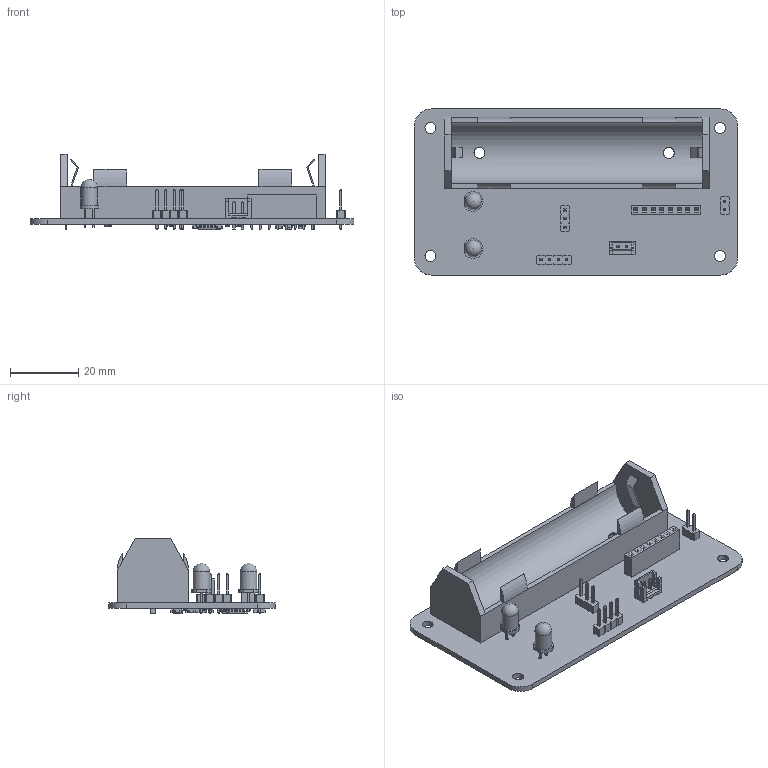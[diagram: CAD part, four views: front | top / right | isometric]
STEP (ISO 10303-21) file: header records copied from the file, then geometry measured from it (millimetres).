
FILE_DESCRIPTION(('KiCad electronic assembly'),'2;1');
FILE_NAME('Bicycle_V2.step','2025-04-06T15:39:52',('Pcbnew'),('Kicad'), 'Open CASCADE STEP processor 7.7','KiCad to STEP converter','Unknown' );
FILE_SCHEMA(('AUTOMOTIVE_DESIGN { 1 0 10303 214 1 1 1 1 }'));
Length unit declared in the file: millimetre
Products named in the file (24): Bicycle_V2 1; PinHeader_1x03_P2.54mm_Vertical; PinHeader_1x03_P254mm_Vertical; LED_D5.0mm; BatteryHolder_MPD_BH-18650-PC2; MPD_BH_18650_PC2; PinSocket_1x08_P2.54mm_Vertical; PinSocket_1x08_P254mm_Vertical; JST_EH_B2B-EH-A_1x02_P2.50mm_Vertical; JST_B2B_EH_A; PinHeader_1x04_P2.54mm_Vertical; PinHeader_1x04_P254mm_Vertical; PinHeader_1x02_P2.54mm_Vertical; PinHeader_1x02_P254mm_Vertical; R_0805_2012Metric; C_0805_2012Metric; SOT-23-5; SOT_23_5; LQFP-32_7x7mm_P0.8mm; LQFP_32_7x7mm_P08mm; Bicycle_V2_PCB
Assembly tree (40 placements, depth 3):
  Bicycle_V2 1
    PinHeader_1x03_P2.54mm_Vertical
      PinHeader_1x03_P254mm_Vertical
    LED_D5.0mm  x2
      LED_D5.0mm
    BatteryHolder_MPD_BH-18650-PC2
      MPD_BH_18650_PC2
    PinSocket_1x08_P2.54mm_Vertical
      PinSocket_1x08_P254mm_Vertical
    JST_EH_B2B-EH-A_1x02_P2.50mm_Vertical
      JST_B2B_EH_A
    PinHeader_1x04_P2.54mm_Vertical
      PinHeader_1x04_P254mm_Vertical
    PinHeader_1x02_P2.54mm_Vertical
      PinHeader_1x02_P254mm_Vertical
    R_0805_2012Metric  x8
      R_0805_2012Metric
    C_0805_2012Metric  x10
      C_0805_2012Metric
    SOT-23-5
      SOT_23_5
    LQFP-32_7x7mm_P0.8mm
      LQFP_32_7x7mm_P08mm
    Bicycle_V2_PCB
Bounding box: 95 x 48.75 x 22.25 mm (x, y, z)
Volume: 14739.1 mm3; surface area: 19220.8 mm2
Topology: 29 solids, 29 shells, 1816 faces, 4701 edges, 3018 vertices
Faces by surface type: plane 1350, cylinder 379, bspline 85, sphere 2
Full cylindrical faces by diameter (mm): 0.5 x1, 0.9 x4, 1 x19, 2 x2, 3.2 x8, 4.9 x2
Entity records: 50946 total; most frequent: CARTESIAN_POINT 7744, ORIENTED_EDGE 7082, DIRECTION 6546, EDGE_CURVE 3541, LINE 3048, VECTOR 3048, VERTEX_POINT 2255, AXIS2_PLACEMENT_3D 1749
